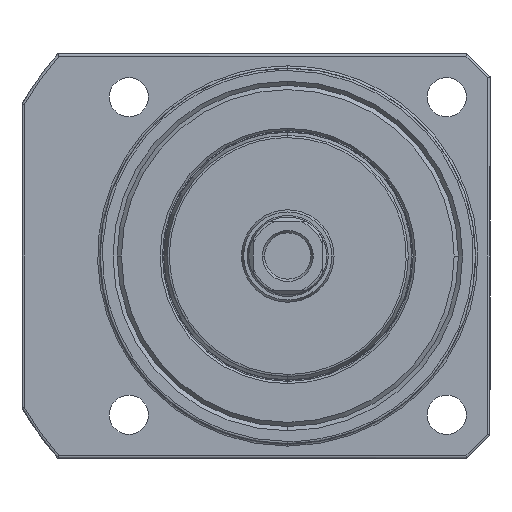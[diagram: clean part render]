
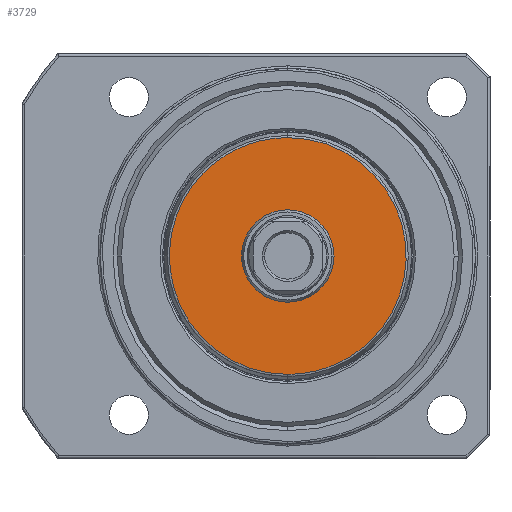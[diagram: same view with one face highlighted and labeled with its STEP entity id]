
A CAD part, front view. The second image highlights one B-rep face of the part: STEP entity #3729.
In plain terms, the highlighted planar face has unit normal (0, -1, 0).
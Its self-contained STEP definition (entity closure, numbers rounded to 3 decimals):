
#688 = CARTESIAN_POINT ( 'NONE',  ( 0., 0., 8. ) ) ;
#754 = CARTESIAN_POINT ( 'NONE',  ( 0., 0., -8. ) ) ;
#755 = CARTESIAN_POINT ( 'NONE',  ( 0., 0., -20.492 ) ) ;
#758 = CARTESIAN_POINT ( 'NONE',  ( 40.984, 0., -20.492 ) ) ;
#760 = DIRECTION ( 'NONE',  ( 0., 0., 1. ) ) ;
#761 = DIRECTION ( 'NONE',  ( 0., -1., 0. ) ) ;
#762 = CARTESIAN_POINT ( 'NONE',  ( 0., 0., 0. ) ) ;
#763 = CARTESIAN_POINT ( 'NONE',  ( 40.984, 0., 20.492 ) ) ;
#764 = CARTESIAN_POINT ( 'NONE',  ( 0., 0., 20.492 ) ) ;
#887 = CARTESIAN_POINT ( 'NONE',  ( 0., 0., 20.492 ) ) ;
#898 = CARTESIAN_POINT ( 'NONE',  ( 0., 0., -20.492 ) ) ;
#931 = CARTESIAN_POINT ( 'NONE',  ( -40.984, 0., -20.492 ) ) ;
#947 = DIRECTION ( 'NONE',  ( 0., 0., 1. ) ) ;
#948 = DIRECTION ( 'NONE',  ( 0., -1., 0. ) ) ;
#949 = CARTESIAN_POINT ( 'NONE',  ( 0., 0., 0. ) ) ;
#961 = CARTESIAN_POINT ( 'NONE',  ( -40.984, 0., 20.492 ) ) ;
#1284 =( BOUNDED_CURVE ( )  B_SPLINE_CURVE ( 3, ( #764, #763, #758, #755 ),
 .UNSPECIFIED., .F., .F. ) 
 B_SPLINE_CURVE_WITH_KNOTS ( ( 4, 4 ),
 ( 0., 1. ),
 .UNSPECIFIED. ) 
 CURVE ( )  GEOMETRIC_REPRESENTATION_ITEM ( )  RATIONAL_B_SPLINE_CURVE ( ( 1., 0.333, 0.333, 1. ) ) 
 REPRESENTATION_ITEM ( '' )  );
#1302 =( BOUNDED_CURVE ( )  B_SPLINE_CURVE ( 3, ( #898, #931, #961, #887 ),
 .UNSPECIFIED., .F., .T. ) 
 B_SPLINE_CURVE_WITH_KNOTS ( ( 4, 4 ),
 ( 0., 1. ),
 .UNSPECIFIED. ) 
 CURVE ( )  GEOMETRIC_REPRESENTATION_ITEM ( )  RATIONAL_B_SPLINE_CURVE ( ( 1., 0.333, 0.333, 1. ) ) 
 REPRESENTATION_ITEM ( '' )  );
#1494 = AXIS2_PLACEMENT_3D ( 'NONE', #3525, #3513, #3512 ) ;
#2138 = AXIS2_PLACEMENT_3D ( 'NONE', #949, #948, #947 ) ;
#2152 = AXIS2_PLACEMENT_3D ( 'NONE', #762, #761, #760 ) ;
#2238 = EDGE_CURVE ( 'NONE', #3107, #3094, #1302, .T. ) ;
#2261 = EDGE_CURVE ( 'NONE', #2937, #2978, #5260, .T. ) ;
#2298 = EDGE_CURVE ( 'NONE', #2978, #2937, #5207, .T. ) ;
#2299 = EDGE_CURVE ( 'NONE', #3094, #3107, #1284, .T. ) ;
#2937 = VERTEX_POINT ( 'NONE', #688 ) ;
#2978 = VERTEX_POINT ( 'NONE', #754 ) ;
#3094 = VERTEX_POINT ( 'NONE', #5607 ) ;
#3107 = VERTEX_POINT ( 'NONE', #5589 ) ;
#3512 = DIRECTION ( 'NONE',  ( 0., 0., 1. ) ) ;
#3513 = DIRECTION ( 'NONE',  ( 0., 1., 0. ) ) ;
#3514 = PLANE ( 'NONE',  #1494 ) ;
#3525 = CARTESIAN_POINT ( 'NONE',  ( 20.772, 0., 0. ) ) ;
#3729 = ADVANCED_FACE ( 'NONE', ( #5914, #5920 ), #3514, .F. ) ;
#4353 = ORIENTED_EDGE ( 'NONE', *, *, #2298, .F. ) ;
#4370 = ORIENTED_EDGE ( 'NONE', *, *, #2299, .F. ) ;
#4403 = ORIENTED_EDGE ( 'NONE', *, *, #2261, .F. ) ;
#5207 = CIRCLE ( 'NONE', #2152, 8. ) ;
#5260 = CIRCLE ( 'NONE', #2138, 8. ) ;
#5589 = CARTESIAN_POINT ( 'NONE',  ( 0., 0., -20.492 ) ) ;
#5607 = CARTESIAN_POINT ( 'NONE',  ( 0., 0., 20.492 ) ) ;
#5914 = FACE_OUTER_BOUND ( 'NONE', #6416, .T. ) ;
#5920 = FACE_BOUND ( 'NONE', #6405, .T. ) ;
#6405 = EDGE_LOOP ( 'NONE', ( #4403, #4353 ) ) ;
#6416 = EDGE_LOOP ( 'NONE', ( #4370, #6991 ) ) ;
#6991 = ORIENTED_EDGE ( 'NONE', *, *, #2238, .F. ) ;
